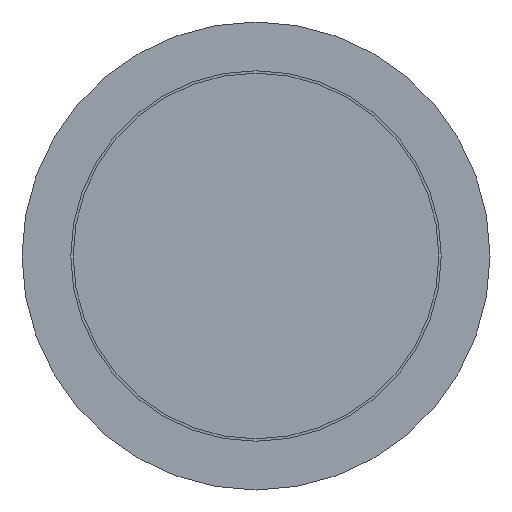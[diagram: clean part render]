
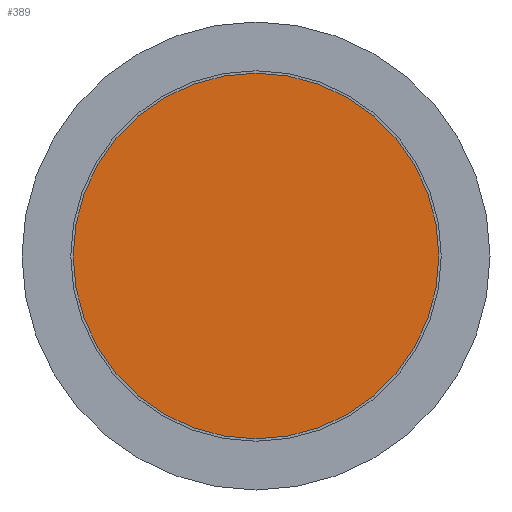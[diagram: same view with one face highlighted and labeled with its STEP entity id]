
A CAD part, front view. The second image highlights one B-rep face of the part: STEP entity #389.
In plain terms, the highlighted planar face has unit normal (0, -1, 0).
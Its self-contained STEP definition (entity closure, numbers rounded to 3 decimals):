
#64 = CIRCLE ( 'NONE', #377, 18.75 ) ;
#89 = VERTEX_POINT ( 'NONE', #174 ) ;
#91 = DIRECTION ( 'NONE',  ( 0., -1., 0. ) ) ;
#148 = DIRECTION ( 'NONE',  ( 0., 0., 1. ) ) ;
#174 = CARTESIAN_POINT ( 'NONE',  ( 0., 0., -18.75 ) ) ;
#192 = FACE_OUTER_BOUND ( 'NONE', #433, .T. ) ;
#197 = AXIS2_PLACEMENT_3D ( 'NONE', #425, #517, #148 ) ;
#224 = ORIENTED_EDGE ( 'NONE', *, *, #233, .T. ) ;
#233 = EDGE_CURVE ( 'NONE', #89, #89, #64, .T. ) ;
#255 = PLANE ( 'NONE',  #197 ) ;
#350 = CARTESIAN_POINT ( 'NONE',  ( 0., 0., 0. ) ) ;
#377 = AXIS2_PLACEMENT_3D ( 'NONE', #350, #91, #437 ) ;
#389 = ADVANCED_FACE ( 'NONE', ( #192 ), #255, .F. ) ;
#425 = CARTESIAN_POINT ( 'NONE',  ( -18.75, 0., 0. ) ) ;
#433 = EDGE_LOOP ( 'NONE', ( #224 ) ) ;
#437 = DIRECTION ( 'NONE',  ( 0., 0., -1. ) ) ;
#517 = DIRECTION ( 'NONE',  ( 0., 1., 0. ) ) ;
